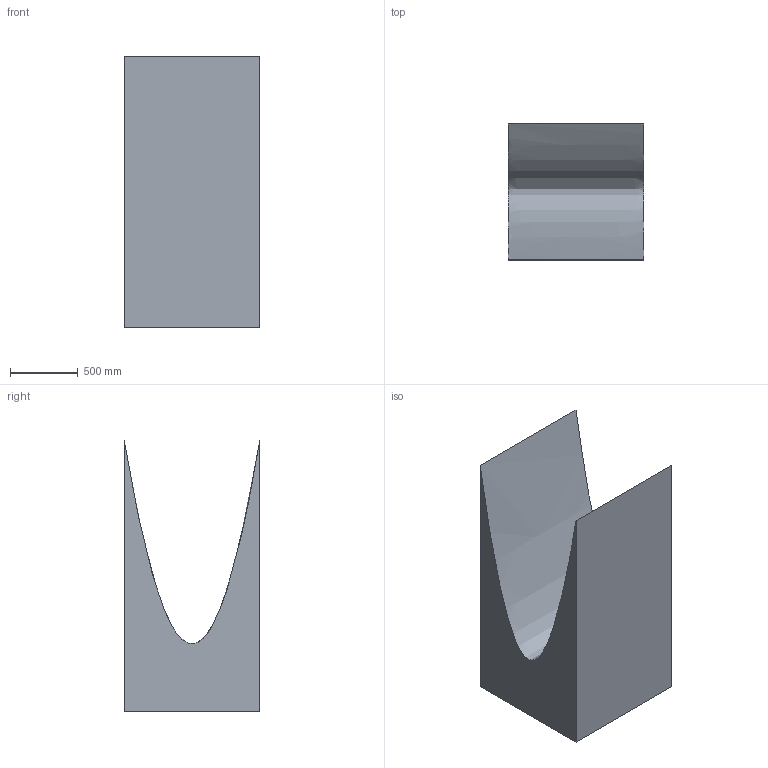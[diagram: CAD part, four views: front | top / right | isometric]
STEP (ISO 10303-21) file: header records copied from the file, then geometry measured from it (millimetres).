
FILE_DESCRIPTION(/* description */ (''),/* implementation_level */ '2;1');
FILE_NAME(/* name */ 'Parabel_201.stp',/* time_stamp */ '2017-08-07T13:56:25+02:00',/* author */ (''),/* organization */ (''),/* preprocessor_version */ 'ST-DEVELOPER v16',/* originating_system */ 'SIEMENS PLM Software NX 11.0',/* authorisation */ '');
FILE_SCHEMA (('AUTOMOTIVE_DESIGN { 1 0 10303 214 3 1 1 1 }'));
Length unit declared in the file: millimetre
Products named in the file (1): User18B48837wl7h
Bounding box: 1000 x 1000 x 2000 mm (x, y, z)
Volume: 1004344646.7 mm3; surface area: 10248486.4 mm2
Topology: 1 solids, 1 shells, 6 faces, 12 edges, 8 vertices
Faces by surface type: plane 5, extrusion 1
Entity records: 784 total; most frequent: CARTESIAN_POINT 627, ORIENTED_EDGE 24, DIRECTION 23, EDGE_CURVE 12, VECTOR 11, LINE 10, VERTEX_POINT 8, ADVANCED_FACE 6
